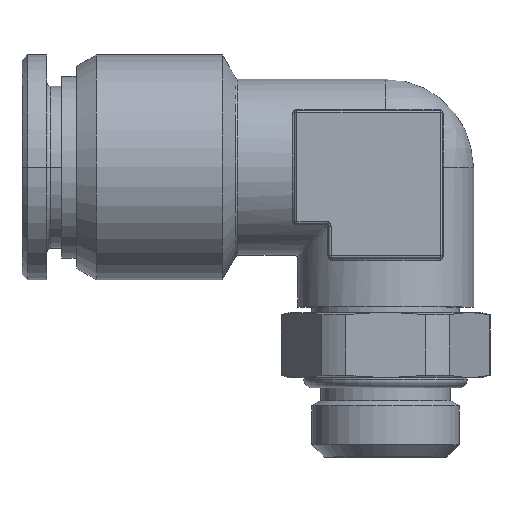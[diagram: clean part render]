
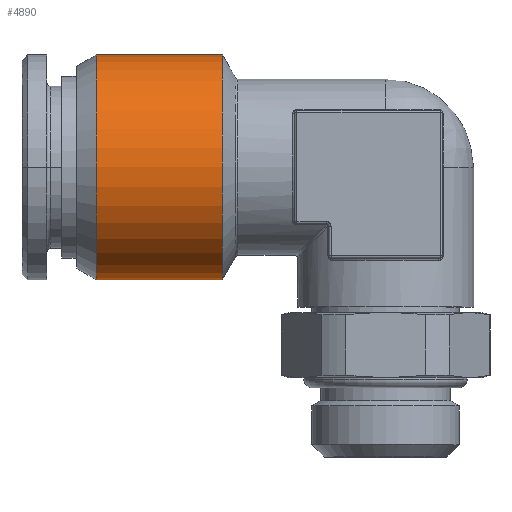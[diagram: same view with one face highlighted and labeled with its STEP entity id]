
A CAD part, top view. The second image highlights one B-rep face of the part: STEP entity #4890.
In plain terms, the highlighted cylindrical face has radius 9.9 mm (diameter 19.8 mm), a partial arc.
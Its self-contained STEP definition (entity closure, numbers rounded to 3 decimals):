
#1478=DIRECTION('',(1.,0.,0.));
#1479=VECTOR('',#1478,11.096);
#1480=CARTESIAN_POINT('',(-25.461,9.9,0.));
#1481=LINE('',#1480,#1479);
#1487=DIRECTION('',(1.,0.,0.));
#1488=VECTOR('',#1487,11.096);
#1489=CARTESIAN_POINT('',(-25.461,-9.9,0.));
#1490=LINE('',#1489,#1488);
#1491=CARTESIAN_POINT('',(-25.461,0.,0.));
#1492=DIRECTION('',(1.,0.,0.));
#1493=DIRECTION('',(0.,1.,0.));
#1494=AXIS2_PLACEMENT_3D('',#1491,#1492,#1493);
#1496=CARTESIAN_POINT('',(-14.365,0.,0.));
#1497=DIRECTION('',(1.,0.,0.));
#1498=DIRECTION('',(0.,1.,0.));
#1499=AXIS2_PLACEMENT_3D('',#1496,#1497,#1498);
#2259=CARTESIAN_POINT('',(-25.461,9.9,0.));
#2260=CARTESIAN_POINT('',(-25.461,-9.9,0.));
#2261=VERTEX_POINT('',#2259);
#2262=VERTEX_POINT('',#2260);
#2275=CARTESIAN_POINT('',(-14.365,9.9,0.));
#2276=VERTEX_POINT('',#2275);
#2277=CARTESIAN_POINT('',(-14.365,-9.9,0.));
#2278=VERTEX_POINT('',#2277);
#4877=CARTESIAN_POINT('',(-27.842,0.,0.));
#4878=DIRECTION('',(1.,0.,0.));
#4879=DIRECTION('',(0.,-1.,0.));
#4880=AXIS2_PLACEMENT_3D('',#4877,#4878,#4879);
#4881=CYLINDRICAL_SURFACE('',#4880,9.9);
#4883=ORIENTED_EDGE('',*,*,#4882,.T.);
#4884=ORIENTED_EDGE('',*,*,#4872,.F.);
#4886=ORIENTED_EDGE('',*,*,#4885,.F.);
#4887=ORIENTED_EDGE('',*,*,#4868,.T.);
#4888=EDGE_LOOP('',(#4883,#4884,#4886,#4887));
#4889=FACE_OUTER_BOUND('',#4888,.F.);
#4890=ADVANCED_FACE('',(#4889),#4881,.T.);
#1495=CIRCLE('',#1494,9.9);
#1500=CIRCLE('',#1499,9.9);
#4868=EDGE_CURVE('',#2261,#2276,#1481,.T.);
#4872=EDGE_CURVE('',#2262,#2278,#1490,.T.);
#4882=EDGE_CURVE('',#2276,#2278,#1500,.T.);
#4885=EDGE_CURVE('',#2261,#2262,#1495,.T.);
